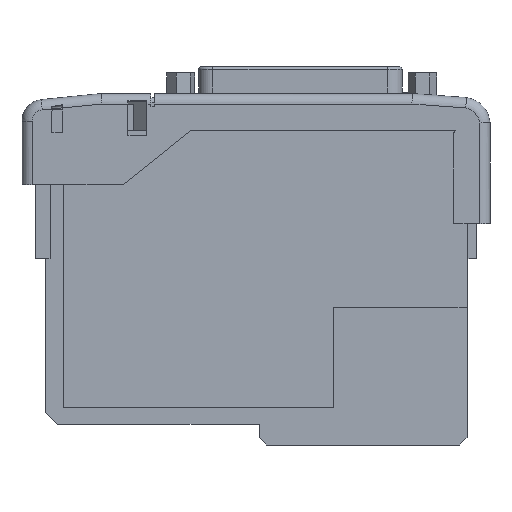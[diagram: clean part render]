
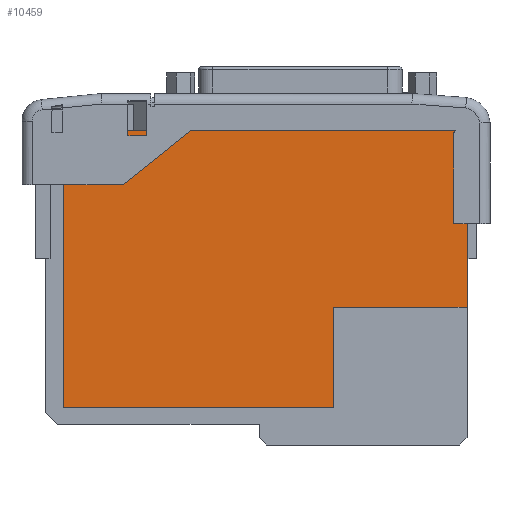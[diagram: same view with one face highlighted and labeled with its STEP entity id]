
A CAD part, left-side view. The second image highlights one B-rep face of the part: STEP entity #10459.
In plain terms, the highlighted planar face has unit normal (-1, 0, 0).
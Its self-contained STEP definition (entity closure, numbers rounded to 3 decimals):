
#10411 = VERTEX_POINT ( 'NONE', #19055 ) ;
#10413 = EDGE_CURVE ( 'NONE', #10431, #10411, #19053, .T. ) ;
#10431 = VERTEX_POINT ( 'NONE', #19171 ) ;
#10433 = EDGE_CURVE ( 'NONE', #10434, #10431, #19170, .T. ) ;
#10434 = VERTEX_POINT ( 'NONE', #19166 ) ;
#10447 = EDGE_CURVE ( 'NONE', #10463, #10474, #19157, .T. ) ;
#10457 = EDGE_CURVE ( 'NONE', #10474, #10434, #19230, .T. ) ;
#10459 = ADVANCED_FACE ( 'NONE', ( #19225 ), #19210, .F. ) ;
#10460 = EDGE_LOOP ( 'NONE', ( #10519, #10520, #10521, #10522, #10523, #10524 ) ) ;
#10463 = VERTEX_POINT ( 'NONE', #19257 ) ;
#10465 = EDGE_CURVE ( 'NONE', #10479, #10463, #19255, .T. ) ;
#10474 = VERTEX_POINT ( 'NONE', #19288 ) ;
#10479 = VERTEX_POINT ( 'NONE', #19278 ) ;
#10481 = EDGE_CURVE ( 'NONE', #10411, #10479, #19276, .T. ) ;
#10519 = ORIENTED_EDGE ( 'NONE', *, *, #10433, .T. ) ;
#10520 = ORIENTED_EDGE ( 'NONE', *, *, #10413, .T. ) ;
#10521 = ORIENTED_EDGE ( 'NONE', *, *, #10481, .T. ) ;
#10522 = ORIENTED_EDGE ( 'NONE', *, *, #10465, .T. ) ;
#10523 = ORIENTED_EDGE ( 'NONE', *, *, #10447, .T. ) ;
#10524 = ORIENTED_EDGE ( 'NONE', *, *, #10457, .T. ) ;
#19050 = DIRECTION ( 'NONE',  ( 0., 0., 1. ) ) ;
#19051 = VECTOR ( 'NONE', #19050, 1000. ) ;
#19052 = CARTESIAN_POINT ( 'NONE',  ( 6.283, -10.397, -35.963 ) ) ;
#19053 = LINE ( 'NONE', #19052, #19051 ) ;
#19055 = CARTESIAN_POINT ( 'NONE',  ( 6.283, -10.397, -35.963 ) ) ;
#19150 = DIRECTION ( 'NONE',  ( 0., 1., 0. ) ) ;
#19151 = VECTOR ( 'NONE', #19150, 1000. ) ;
#19152 = CARTESIAN_POINT ( 'NONE',  ( 6.283, 41.583, -1.886 ) ) ;
#19157 = LINE ( 'NONE', #19152, #19151 ) ;
#19166 = CARTESIAN_POINT ( 'NONE',  ( 6.283, 41.583, -55.255 ) ) ;
#19167 = DIRECTION ( 'NONE',  ( 0., -1., 0. ) ) ;
#19168 = VECTOR ( 'NONE', #19167, 1000. ) ;
#19169 = CARTESIAN_POINT ( 'NONE',  ( 6.283, 41.583, -55.255 ) ) ;
#19170 = LINE ( 'NONE', #19169, #19168 ) ;
#19171 = CARTESIAN_POINT ( 'NONE',  ( 6.283, -10.397, -55.255 ) ) ;
#19206 = DIRECTION ( 'NONE',  ( 0., 0., -1. ) ) ;
#19207 = DIRECTION ( 'NONE',  ( 1., 0., 0. ) ) ;
#19208 = CARTESIAN_POINT ( 'NONE',  ( 6.283, -10.397, -55.255 ) ) ;
#19209 = AXIS2_PLACEMENT_3D ( 'NONE', #19208, #19207, #19206 ) ;
#19210 = PLANE ( 'NONE',  #19209 ) ;
#19225 = FACE_OUTER_BOUND ( 'NONE', #10460, .T. ) ;
#19226 = DIRECTION ( 'NONE',  ( 0., 0., -1. ) ) ;
#19227 = VECTOR ( 'NONE', #19226, 1000. ) ;
#19228 = CARTESIAN_POINT ( 'NONE',  ( 6.283, 41.583, -55.255 ) ) ;
#19230 = LINE ( 'NONE', #19228, #19227 ) ;
#19252 = DIRECTION ( 'NONE',  ( 0., 0., 1. ) ) ;
#19253 = VECTOR ( 'NONE', #19252, 1000. ) ;
#19254 = CARTESIAN_POINT ( 'NONE',  ( 6.283, -36.113, -1.886 ) ) ;
#19255 = LINE ( 'NONE', #19254, #19253 ) ;
#19257 = CARTESIAN_POINT ( 'NONE',  ( 6.283, -36.113, -1.886 ) ) ;
#19272 = DIRECTION ( 'NONE',  ( 0., -1., 0. ) ) ;
#19274 = VECTOR ( 'NONE', #19272, 1000. ) ;
#19275 = CARTESIAN_POINT ( 'NONE',  ( 6.283, -10.397, -35.963 ) ) ;
#19276 = LINE ( 'NONE', #19275, #19274 ) ;
#19278 = CARTESIAN_POINT ( 'NONE',  ( 6.283, -36.113, -35.963 ) ) ;
#19288 = CARTESIAN_POINT ( 'NONE',  ( 6.283, 41.583, -1.886 ) ) ;
